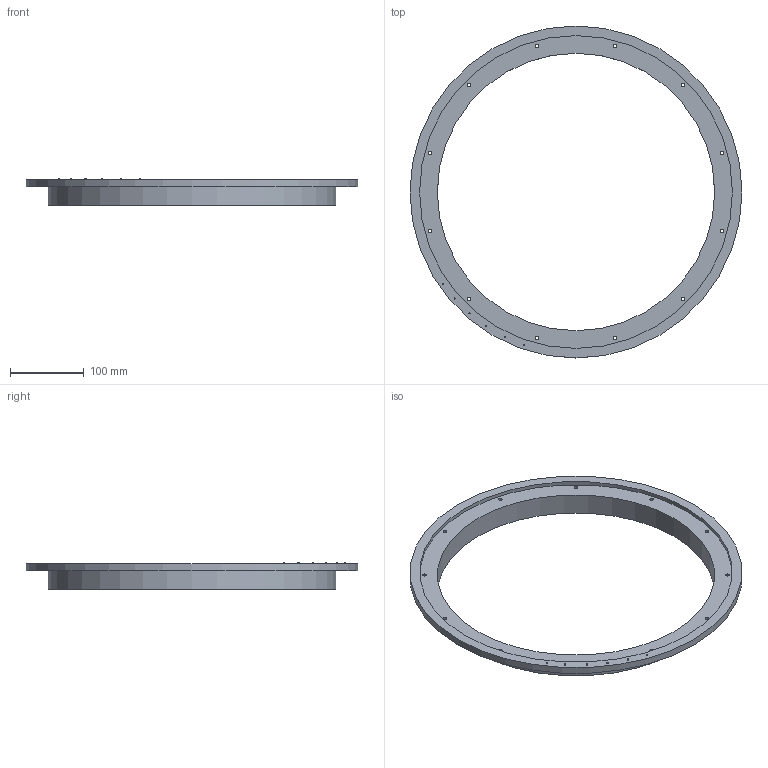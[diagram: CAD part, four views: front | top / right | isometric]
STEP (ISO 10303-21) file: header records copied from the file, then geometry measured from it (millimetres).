
FILE_DESCRIPTION(('HOOPS Exchange Step'),'2;1');
FILE_NAME('temp_export','2025-10-01T18:02:26+17:00',('brad'),('Shapr3D Limited'),'HOOPS Exchange 2025.6','Shapr3D','Authorized');
FILE_SCHEMA( ('AP242_MANAGED_MODEL_BASED_3D_ENGINEERING_MIM_LF {1 0 10303 442 1 1 4}') );
Length unit declared in the file: millimetre
Products named in the file (1): root
Bounding box: 450.21 x 450.21 x 36.55 mm (x, y, z)
Volume: 511509.9 mm3; surface area: 183486.9 mm2
Topology: 1 solids, 1 shells, 32 faces, 82 edges, 60 vertices
Faces by surface type: cylinder 22, plane 10
Full cylindrical faces by diameter (mm): 1.524 x6, 4.826 x12, 376.098 x1, 389.585 x1, 424.18 x1, 450.215 x1
Entity records: 1122 total; most frequent: DIRECTION 210, CARTESIAN_POINT 176, ORIENTED_EDGE 164, AXIS2_PLACEMENT_3D 94, EDGE_CURVE 82, EDGE_LOOP 66, FACE_BOUND 66, VERTEX_POINT 60
